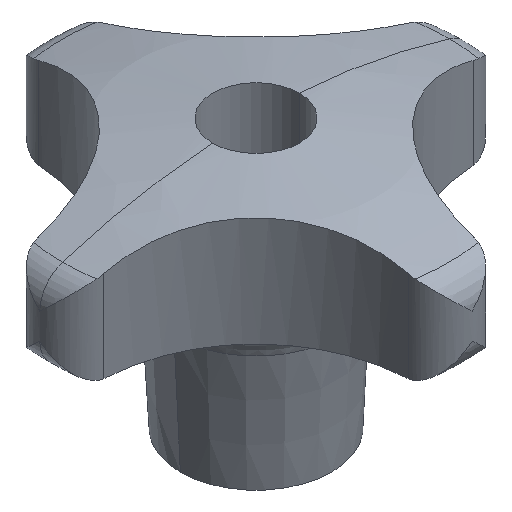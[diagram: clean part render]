
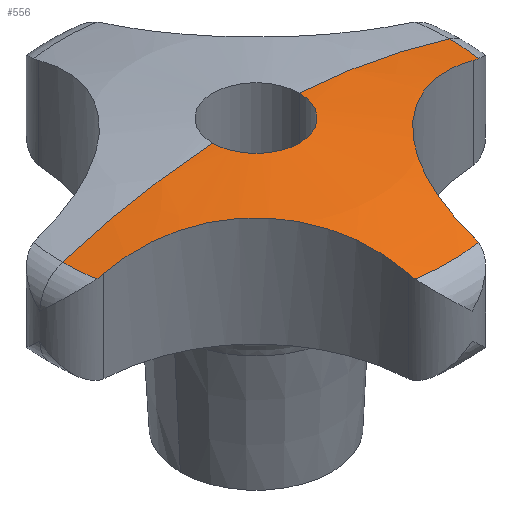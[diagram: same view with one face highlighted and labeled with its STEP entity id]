
A CAD part, isometric view. The second image highlights one B-rep face of the part: STEP entity #556.
In plain terms, the highlighted spherical face has radius 60 mm.
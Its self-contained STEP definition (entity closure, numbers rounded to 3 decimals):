
#220=VERTEX_POINT('',#616);
#234=EDGE_CURVE('',#430,#360,#630,.T.);
#252=EDGE_CURVE('',#546,#430,#650,.T.);
#272=VERTEX_POINT('',#671);
#294=EDGE_CURVE('',#272,#592,#697,.T.);
#360=VERTEX_POINT('',#770);
#364=EDGE_CURVE('',#592,#562,#774,.T.);
#428=VERTEX_POINT('',#844);
#430=VERTEX_POINT('',#846);
#436=VERTEX_POINT('',#853);
#450=EDGE_CURVE('',#220,#554,#867,.T.);
#476=EDGE_CURVE('',#436,#546,#897,.T.);
#486=EDGE_CURVE('',#220,#574,#908,.T.);
#488=EDGE_CURVE('',#360,#428,#910,.T.);
#506=VERTEX_POINT('',#931);
#512=EDGE_CURVE('',#506,#554,#937,.T.);
#520=EDGE_CURVE('',#428,#506,#945,.T.);
#546=VERTEX_POINT('',#973);
#552=EDGE_CURVE('',#272,#574,#980,.T.);
#554=VERTEX_POINT('',#982);
#556=ADVANCED_FACE('',(#984),#985,.T.);
#562=VERTEX_POINT('',#991);
#574=VERTEX_POINT('',#1003);
#578=EDGE_CURVE('',#562,#436,#1007,.T.);
#592=VERTEX_POINT('',#1022);
#616=CARTESIAN_POINT('',(4.0,0.,24.867));
#630=B_SPLINE_CURVE_WITH_KNOTS('',3,(#1077,#1078,#1079,#1080,#1081,#1082),.UNSPECIFIED.,.F.,.F.,(4,2,4),(8.488,8.647,9.063),.UNSPECIFIED.);
#650=CIRCLE('',#1106,17.895);
#671=CARTESIAN_POINT('',(-17.895,0.,22.269));
#697=CIRCLE('',#1175,17.895);
#770=CARTESIAN_POINT('',(2.999,-17.085,22.438));
#774=B_SPLINE_CURVE_WITH_KNOTS('',3,(#1347,#1348,#1349,#1350,#1351,#1352),.UNSPECIFIED.,.F.,.F.,(4,2,4),(8.488,8.647,9.063),.UNSPECIFIED.);
#844=CARTESIAN_POINT('',(17.085,-2.999,22.438));
#846=CARTESIAN_POINT('',(2.928,-17.654,22.269));
#853=CARTESIAN_POINT('',(-2.999,-17.085,22.438));
#867=CIRCLE('',#1517,60.);
#897=B_SPLINE_CURVE_WITH_KNOTS('',3,(#1573,#1574,#1575,#1576),.UNSPECIFIED.,.F.,.F.,(4,4),(0.0,0.582),.UNSPECIFIED.);
#908=CIRCLE('',#1590,4.0);
#910=B_SPLINE_CURVE_WITH_KNOTS('',3,(#1593,#1594,#1595,#1596,#1597,#1598,#1599,#1600,#1601,#1602,#1603,#1604,#1605,#1606,#1607,#1608,#1609,#1610),.UNSPECIFIED.,.F.,.F.,(4,2,2,2,2,2,2,2,4),(23.196,25.893,28.591,31.288,33.985,36.686,39.386,42.087,44.598),.UNSPECIFIED.);
#931=CARTESIAN_POINT('',(17.654,-2.928,22.269));
#937=CIRCLE('',#1706,17.895);
#945=B_SPLINE_CURVE_WITH_KNOTS('',3,(#1743,#1744,#1745,#1746),.UNSPECIFIED.,.F.,.F.,(4,4),(0.0,0.582),.UNSPECIFIED.);
#973=CARTESIAN_POINT('',(-2.928,-17.654,22.269));
#980=CIRCLE('',#1835,60.);
#982=CARTESIAN_POINT('',(17.895,0.,22.269));
#984=FACE_OUTER_BOUND('',#1839,.T.);
#985=SPHERICAL_SURFACE('',#1840,60.);
#991=CARTESIAN_POINT('',(-17.085,-2.999,22.438));
#1003=CARTESIAN_POINT('',(-4.0,0.,24.867));
#1007=B_SPLINE_CURVE_WITH_KNOTS('',3,(#1895,#1896,#1897,#1898,#1899,#1900,#1901,#1902,#1903,#1904,#1905,#1906,#1907,#1908,#1909,#1910,#1911,#1912),.UNSPECIFIED.,.F.,.F.,(4,2,2,2,2,2,2,2,4),(23.196,25.893,28.591,31.288,33.985,36.686,39.386,42.087,44.598),.UNSPECIFIED.);
#1022=CARTESIAN_POINT('',(-17.654,-2.928,22.269));
#1077=CARTESIAN_POINT('',(2.928,-17.654,22.269));
#1078=CARTESIAN_POINT('',(2.94,-17.601,22.285));
#1079=CARTESIAN_POINT('',(2.95,-17.549,22.3));
#1080=CARTESIAN_POINT('',(2.982,-17.358,22.357));
#1081=CARTESIAN_POINT('',(2.995,-17.22,22.398));
#1082=CARTESIAN_POINT('',(2.999,-17.085,22.438));
#1106=AXIS2_PLACEMENT_3D('',#1984,#1985,#1986);
#1175=AXIS2_PLACEMENT_3D('',#2060,#2061,#2062);
#1347=CARTESIAN_POINT('',(-17.654,-2.928,22.269));
#1348=CARTESIAN_POINT('',(-17.601,-2.94,22.285));
#1349=CARTESIAN_POINT('',(-17.549,-2.95,22.3));
#1350=CARTESIAN_POINT('',(-17.358,-2.982,22.357));
#1351=CARTESIAN_POINT('',(-17.22,-2.995,22.398));
#1352=CARTESIAN_POINT('',(-17.085,-2.999,22.438));
#1517=AXIS2_PLACEMENT_3D('',#2215,#2216,#2217);
#1573=CARTESIAN_POINT('',(-2.999,-17.085,22.438));
#1574=CARTESIAN_POINT('',(-2.994,-17.271,22.383));
#1575=CARTESIAN_POINT('',(-2.971,-17.463,22.326));
#1576=CARTESIAN_POINT('',(-2.928,-17.654,22.269));
#1590=AXIS2_PLACEMENT_3D('',#2275,#2276,#2277);
#1593=CARTESIAN_POINT('',(2.999,-17.085,22.438));
#1594=CARTESIAN_POINT('',(3.023,-16.223,22.693));
#1595=CARTESIAN_POINT('',(3.127,-15.325,22.933));
#1596=CARTESIAN_POINT('',(3.515,-13.529,23.357));
#1597=CARTESIAN_POINT('',(3.8,-12.631,23.54));
#1598=CARTESIAN_POINT('',(4.544,-10.901,23.834));
#1599=CARTESIAN_POINT('',(5.003,-10.068,23.945));
#1600=CARTESIAN_POINT('',(6.063,-8.522,24.089));
#1601=CARTESIAN_POINT('',(6.663,-7.81,24.122));
#1602=CARTESIAN_POINT('',(7.943,-6.545,24.118));
#1603=CARTESIAN_POINT('',(8.663,-5.953,24.08));
#1604=CARTESIAN_POINT('',(10.223,-4.912,23.926));
#1605=CARTESIAN_POINT('',(11.062,-4.463,23.81));
#1606=CARTESIAN_POINT('',(12.802,-3.74,23.507));
#1607=CARTESIAN_POINT('',(13.704,-3.467,23.319));
#1608=CARTESIAN_POINT('',(15.442,-3.113,22.902));
#1609=CARTESIAN_POINT('',(16.278,-3.022,22.677));
#1610=CARTESIAN_POINT('',(17.085,-2.999,22.438));
#1706=AXIS2_PLACEMENT_3D('',#2307,#2308,#2309);
#1743=CARTESIAN_POINT('',(17.085,-2.999,22.438));
#1744=CARTESIAN_POINT('',(17.271,-2.994,22.383));
#1745=CARTESIAN_POINT('',(17.463,-2.971,22.326));
#1746=CARTESIAN_POINT('',(17.654,-2.928,22.269));
#1835=AXIS2_PLACEMENT_3D('',#2342,#2343,#2344);
#1839=EDGE_LOOP('',(#2346,#2347,#2348,#2349,#2350,#2351,#2352,#2353,#2354,#2355,#2356,#2357));
#1840=AXIS2_PLACEMENT_3D('',#2358,#2359,#2360);
#1895=CARTESIAN_POINT('',(-17.085,-2.999,22.438));
#1896=CARTESIAN_POINT('',(-16.223,-3.023,22.693));
#1897=CARTESIAN_POINT('',(-15.325,-3.127,22.933));
#1898=CARTESIAN_POINT('',(-13.529,-3.515,23.357));
#1899=CARTESIAN_POINT('',(-12.631,-3.8,23.54));
#1900=CARTESIAN_POINT('',(-10.901,-4.544,23.834));
#1901=CARTESIAN_POINT('',(-10.068,-5.003,23.945));
#1902=CARTESIAN_POINT('',(-8.522,-6.063,24.089));
#1903=CARTESIAN_POINT('',(-7.81,-6.663,24.122));
#1904=CARTESIAN_POINT('',(-6.545,-7.943,24.118));
#1905=CARTESIAN_POINT('',(-5.953,-8.663,24.08));
#1906=CARTESIAN_POINT('',(-4.912,-10.223,23.926));
#1907=CARTESIAN_POINT('',(-4.463,-11.062,23.81));
#1908=CARTESIAN_POINT('',(-3.74,-12.802,23.507));
#1909=CARTESIAN_POINT('',(-3.467,-13.704,23.319));
#1910=CARTESIAN_POINT('',(-3.113,-15.442,22.902));
#1911=CARTESIAN_POINT('',(-3.022,-16.278,22.677));
#1912=CARTESIAN_POINT('',(-2.999,-17.085,22.438));
#1984=CARTESIAN_POINT('',(0.,0.,22.269));
#1985=DIRECTION('',(0.,0.,1.0));
#1986=DIRECTION('',(1.0,0.,0.));
#2060=CARTESIAN_POINT('',(0.,0.,22.269));
#2061=DIRECTION('',(0.,0.,1.0));
#2062=DIRECTION('',(1.0,0.,0.));
#2215=CARTESIAN_POINT('',(0.,0.,-35.));
#2216=DIRECTION('',(0.,1.0,0.));
#2217=DIRECTION('',(0.0,0.,-1.0));
#2275=CARTESIAN_POINT('',(0.0,0.,24.867));
#2276=DIRECTION('',(0.0,0.,-1.0));
#2277=DIRECTION('',(1.0,0.,0.));
#2307=CARTESIAN_POINT('',(0.,0.,22.269));
#2308=DIRECTION('',(0.,0.,1.0));
#2309=DIRECTION('',(1.0,0.,0.));
#2342=CARTESIAN_POINT('',(0.,0.,-35.));
#2343=DIRECTION('',(0.,1.0,0.));
#2344=DIRECTION('',(0.0,0.,-1.0));
#2346=ORIENTED_EDGE('',*,*,#450,.F.);
#2347=ORIENTED_EDGE('',*,*,#486,.T.);
#2348=ORIENTED_EDGE('',*,*,#552,.F.);
#2349=ORIENTED_EDGE('',*,*,#294,.T.);
#2350=ORIENTED_EDGE('',*,*,#364,.T.);
#2351=ORIENTED_EDGE('',*,*,#578,.T.);
#2352=ORIENTED_EDGE('',*,*,#476,.T.);
#2353=ORIENTED_EDGE('',*,*,#252,.T.);
#2354=ORIENTED_EDGE('',*,*,#234,.T.);
#2355=ORIENTED_EDGE('',*,*,#488,.T.);
#2356=ORIENTED_EDGE('',*,*,#520,.T.);
#2357=ORIENTED_EDGE('',*,*,#512,.T.);
#2358=CARTESIAN_POINT('',(0.,0.,-35.));
#2359=DIRECTION('',(0.,0.,1.0));
#2360=DIRECTION('',(-1.0,0.,0.0));
